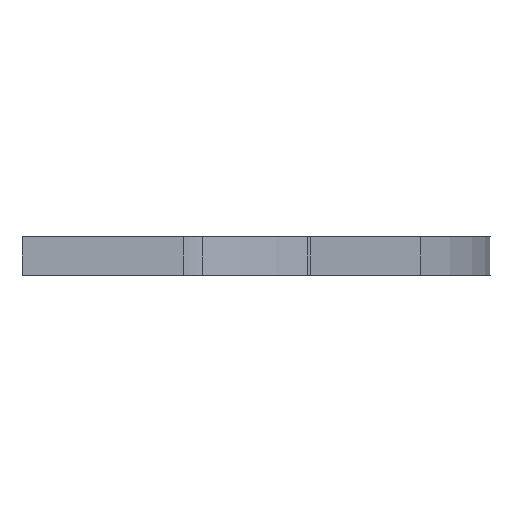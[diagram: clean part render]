
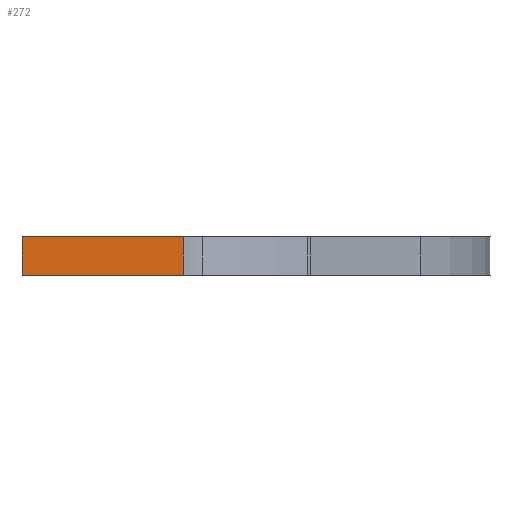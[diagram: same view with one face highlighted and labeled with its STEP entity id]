
A CAD part, left-side view. The second image highlights one B-rep face of the part: STEP entity #272.
In plain terms, the highlighted planar face has unit normal (-1, 0, 0).
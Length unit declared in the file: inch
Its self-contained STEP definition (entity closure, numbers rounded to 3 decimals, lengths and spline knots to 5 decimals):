
#71 = CARTESIAN_POINT ( 'NONE',  ( -40.22625, -0.125, 0.75 ) ) ;
#108 = LINE ( 'NONE', #71, #639 ) ;
#148 = CARTESIAN_POINT ( 'NONE',  ( -40.22625, -3.25736, 0.75 ) ) ;
#212 = ORIENTED_EDGE ( 'NONE', *, *, #1357, .T. ) ;
#272 = ADVANCED_FACE ( 'NONE', ( #1577 ), #436, .F. ) ;
#279 = EDGE_CURVE ( 'NONE', #1045, #430, #3229, .T. ) ;
#320 = CARTESIAN_POINT ( 'NONE',  ( -40.22625, -3.25736, 0.75 ) ) ;
#430 = VERTEX_POINT ( 'NONE', #148 ) ;
#432 = EDGE_LOOP ( 'NONE', ( #1909, #2063, #3036, #212 ) ) ;
#436 = PLANE ( 'NONE',  #1780 ) ;
#471 = LINE ( 'NONE', #320, #1319 ) ;
#623 = CARTESIAN_POINT ( 'NONE',  ( -40.22625, -3.4375, 0. ) ) ;
#639 = VECTOR ( 'NONE', #2481, 39.37008 ) ;
#722 = DIRECTION ( 'NONE',  ( 1., 0., 0. ) ) ;
#760 = CARTESIAN_POINT ( 'NONE',  ( -40.22625, -3.4375, 0.75 ) ) ;
#1045 = VERTEX_POINT ( 'NONE', #1958 ) ;
#1051 = DIRECTION ( 'NONE',  ( 0., -1., 0. ) ) ;
#1147 = EDGE_CURVE ( 'NONE', #3206, #430, #471, .T. ) ;
#1319 = VECTOR ( 'NONE', #1352, 39.37008 ) ;
#1352 = DIRECTION ( 'NONE',  ( 0., 0., 1. ) ) ;
#1357 = EDGE_CURVE ( 'NONE', #1045, #1696, #108, .T. ) ;
#1405 = EDGE_CURVE ( 'NONE', #1696, #3206, #2031, .T. ) ;
#1577 = FACE_OUTER_BOUND ( 'NONE', #432, .T. ) ;
#1696 = VERTEX_POINT ( 'NONE', #3836 ) ;
#1780 = AXIS2_PLACEMENT_3D ( 'NONE', #2520, #722, #2234 ) ;
#1909 = ORIENTED_EDGE ( 'NONE', *, *, #1405, .T. ) ;
#1958 = CARTESIAN_POINT ( 'NONE',  ( -40.22625, -0.125, 0.75 ) ) ;
#2031 = LINE ( 'NONE', #623, #2331 ) ;
#2042 = VECTOR ( 'NONE', #1051, 39.37008 ) ;
#2063 = ORIENTED_EDGE ( 'NONE', *, *, #1147, .T. ) ;
#2234 = DIRECTION ( 'NONE',  ( 0., 0., -1. ) ) ;
#2331 = VECTOR ( 'NONE', #2668, 39.37008 ) ;
#2481 = DIRECTION ( 'NONE',  ( 0., 0., -1. ) ) ;
#2520 = CARTESIAN_POINT ( 'NONE',  ( -40.22625, -3.4375, 0.75 ) ) ;
#2527 = CARTESIAN_POINT ( 'NONE',  ( -40.22625, -3.25736, 0. ) ) ;
#2668 = DIRECTION ( 'NONE',  ( 0., -1., 0. ) ) ;
#3036 = ORIENTED_EDGE ( 'NONE', *, *, #279, .F. ) ;
#3206 = VERTEX_POINT ( 'NONE', #2527 ) ;
#3229 = LINE ( 'NONE', #760, #2042 ) ;
#3836 = CARTESIAN_POINT ( 'NONE',  ( -40.22625, -0.125, 0. ) ) ;
